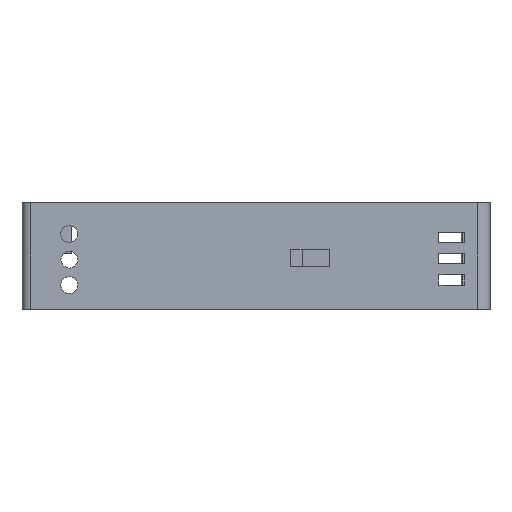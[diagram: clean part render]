
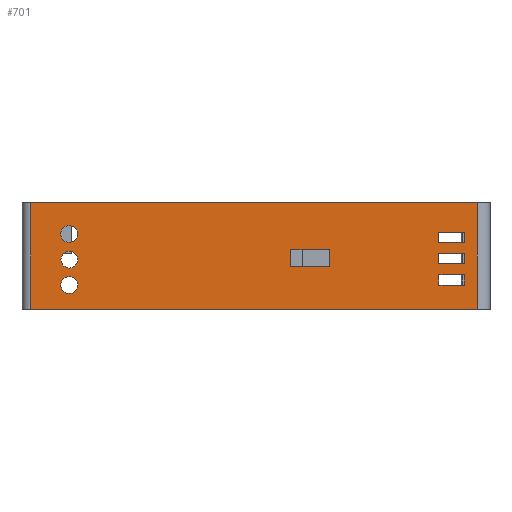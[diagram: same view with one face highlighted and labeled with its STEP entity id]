
A CAD part, left-side view. The second image highlights one B-rep face of the part: STEP entity #701.
In plain terms, the highlighted planar face has unit normal (-1, 0, 0).
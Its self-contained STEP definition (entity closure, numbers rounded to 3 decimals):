
#32 = VERTEX_POINT('',#33);
#33 = CARTESIAN_POINT('',(-27.5,-52.,0.));
#40 = EDGE_CURVE('',#32,#41,#43,.T.);
#41 = VERTEX_POINT('',#42);
#42 = CARTESIAN_POINT('',(-27.5,53.,0.));
#43 = LINE('',#44,#45);
#44 = CARTESIAN_POINT('',(-27.5,-55.,0.));
#45 = VECTOR('',#46,1.);
#46 = DIRECTION('',(0.,1.,0.));
#513 = VERTEX_POINT('',#514);
#514 = CARTESIAN_POINT('',(-27.5,-52.,25.));
#521 = EDGE_CURVE('',#32,#513,#522,.T.);
#522 = LINE('',#523,#524);
#523 = CARTESIAN_POINT('',(-27.5,-52.,0.));
#524 = VECTOR('',#525,1.);
#525 = DIRECTION('',(0.,0.,1.));
#701 = ADVANCED_FACE('',(#702,#720,#754,#788,#822,#856,#867,#878),#889,
  .T.);
#702 = FACE_BOUND('',#703,.T.);
#703 = EDGE_LOOP('',(#704,#705,#706,#714));
#704 = ORIENTED_EDGE('',*,*,#40,.F.);
#705 = ORIENTED_EDGE('',*,*,#521,.T.);
#706 = ORIENTED_EDGE('',*,*,#707,.T.);
#707 = EDGE_CURVE('',#513,#708,#710,.T.);
#708 = VERTEX_POINT('',#709);
#709 = CARTESIAN_POINT('',(-27.5,53.,25.));
#710 = LINE('',#711,#712);
#711 = CARTESIAN_POINT('',(-27.5,-55.,25.));
#712 = VECTOR('',#713,1.);
#713 = DIRECTION('',(0.,1.,0.));
#714 = ORIENTED_EDGE('',*,*,#715,.F.);
#715 = EDGE_CURVE('',#41,#708,#716,.T.);
#716 = LINE('',#717,#718);
#717 = CARTESIAN_POINT('',(-27.5,53.,0.));
#718 = VECTOR('',#719,1.);
#719 = DIRECTION('',(0.,0.,1.));
#720 = FACE_BOUND('',#721,.T.);
#721 = EDGE_LOOP('',(#722,#732,#740,#748));
#722 = ORIENTED_EDGE('',*,*,#723,.T.);
#723 = EDGE_CURVE('',#724,#726,#728,.T.);
#724 = VERTEX_POINT('',#725);
#725 = CARTESIAN_POINT('',(-27.5,-42.972,15.628));
#726 = VERTEX_POINT('',#727);
#727 = CARTESIAN_POINT('',(-27.5,-42.972,18.128));
#728 = LINE('',#729,#730);
#729 = CARTESIAN_POINT('',(-27.5,-42.972,15.628));
#730 = VECTOR('',#731,1.);
#731 = DIRECTION('',(0.,0.,1.));
#732 = ORIENTED_EDGE('',*,*,#733,.T.);
#733 = EDGE_CURVE('',#726,#734,#736,.T.);
#734 = VERTEX_POINT('',#735);
#735 = CARTESIAN_POINT('',(-27.5,-48.972,18.128));
#736 = LINE('',#737,#738);
#737 = CARTESIAN_POINT('',(-27.5,-42.972,18.128));
#738 = VECTOR('',#739,1.);
#739 = DIRECTION('',(0.,-1.,0.));
#740 = ORIENTED_EDGE('',*,*,#741,.T.);
#741 = EDGE_CURVE('',#734,#742,#744,.T.);
#742 = VERTEX_POINT('',#743);
#743 = CARTESIAN_POINT('',(-27.5,-48.972,15.628));
#744 = LINE('',#745,#746);
#745 = CARTESIAN_POINT('',(-27.5,-48.972,18.128));
#746 = VECTOR('',#747,1.);
#747 = DIRECTION('',(0.,0.,-1.));
#748 = ORIENTED_EDGE('',*,*,#749,.T.);
#749 = EDGE_CURVE('',#742,#724,#750,.T.);
#750 = LINE('',#751,#752);
#751 = CARTESIAN_POINT('',(-27.5,-48.972,15.628));
#752 = VECTOR('',#753,1.);
#753 = DIRECTION('',(0.,1.,0.));
#754 = FACE_BOUND('',#755,.T.);
#755 = EDGE_LOOP('',(#756,#766,#774,#782));
#756 = ORIENTED_EDGE('',*,*,#757,.T.);
#757 = EDGE_CURVE('',#758,#760,#762,.T.);
#758 = VERTEX_POINT('',#759);
#759 = CARTESIAN_POINT('',(-27.5,-43.007,10.631));
#760 = VERTEX_POINT('',#761);
#761 = CARTESIAN_POINT('',(-27.5,-43.007,13.131));
#762 = LINE('',#763,#764);
#763 = CARTESIAN_POINT('',(-27.5,-43.007,10.631));
#764 = VECTOR('',#765,1.);
#765 = DIRECTION('',(0.,0.,1.));
#766 = ORIENTED_EDGE('',*,*,#767,.T.);
#767 = EDGE_CURVE('',#760,#768,#770,.T.);
#768 = VERTEX_POINT('',#769);
#769 = CARTESIAN_POINT('',(-27.5,-49.007,13.131));
#770 = LINE('',#771,#772);
#771 = CARTESIAN_POINT('',(-27.5,-43.007,13.131));
#772 = VECTOR('',#773,1.);
#773 = DIRECTION('',(0.,-1.,0.));
#774 = ORIENTED_EDGE('',*,*,#775,.T.);
#775 = EDGE_CURVE('',#768,#776,#778,.T.);
#776 = VERTEX_POINT('',#777);
#777 = CARTESIAN_POINT('',(-27.5,-49.007,10.631));
#778 = LINE('',#779,#780);
#779 = CARTESIAN_POINT('',(-27.5,-49.007,13.131));
#780 = VECTOR('',#781,1.);
#781 = DIRECTION('',(0.,0.,-1.));
#782 = ORIENTED_EDGE('',*,*,#783,.T.);
#783 = EDGE_CURVE('',#776,#758,#784,.T.);
#784 = LINE('',#785,#786);
#785 = CARTESIAN_POINT('',(-27.5,-49.007,10.631));
#786 = VECTOR('',#787,1.);
#787 = DIRECTION('',(0.,1.,0.));
#788 = FACE_BOUND('',#789,.T.);
#789 = EDGE_LOOP('',(#790,#800,#808,#816));
#790 = ORIENTED_EDGE('',*,*,#791,.T.);
#791 = EDGE_CURVE('',#792,#794,#796,.T.);
#792 = VERTEX_POINT('',#793);
#793 = CARTESIAN_POINT('',(-27.5,-8.209,9.915));
#794 = VERTEX_POINT('',#795);
#795 = CARTESIAN_POINT('',(-27.5,-8.209,13.915));
#796 = LINE('',#797,#798);
#797 = CARTESIAN_POINT('',(-27.5,-8.209,9.915));
#798 = VECTOR('',#799,1.);
#799 = DIRECTION('',(0.,0.,1.));
#800 = ORIENTED_EDGE('',*,*,#801,.T.);
#801 = EDGE_CURVE('',#794,#802,#804,.T.);
#802 = VERTEX_POINT('',#803);
#803 = CARTESIAN_POINT('',(-27.5,-17.209,13.915));
#804 = LINE('',#805,#806);
#805 = CARTESIAN_POINT('',(-27.5,-8.209,13.915));
#806 = VECTOR('',#807,1.);
#807 = DIRECTION('',(0.,-1.,0.));
#808 = ORIENTED_EDGE('',*,*,#809,.T.);
#809 = EDGE_CURVE('',#802,#810,#812,.T.);
#810 = VERTEX_POINT('',#811);
#811 = CARTESIAN_POINT('',(-27.5,-17.209,9.915));
#812 = LINE('',#813,#814);
#813 = CARTESIAN_POINT('',(-27.5,-17.209,13.915));
#814 = VECTOR('',#815,1.);
#815 = DIRECTION('',(0.,0.,-1.));
#816 = ORIENTED_EDGE('',*,*,#817,.T.);
#817 = EDGE_CURVE('',#810,#792,#818,.T.);
#818 = LINE('',#819,#820);
#819 = CARTESIAN_POINT('',(-27.5,-17.209,9.915));
#820 = VECTOR('',#821,1.);
#821 = DIRECTION('',(0.,1.,0.));
#822 = FACE_BOUND('',#823,.T.);
#823 = EDGE_LOOP('',(#824,#834,#842,#850));
#824 = ORIENTED_EDGE('',*,*,#825,.T.);
#825 = EDGE_CURVE('',#826,#828,#830,.T.);
#826 = VERTEX_POINT('',#827);
#827 = CARTESIAN_POINT('',(-27.5,-43.002,5.622));
#828 = VERTEX_POINT('',#829);
#829 = CARTESIAN_POINT('',(-27.5,-43.002,8.122));
#830 = LINE('',#831,#832);
#831 = CARTESIAN_POINT('',(-27.5,-43.002,5.622));
#832 = VECTOR('',#833,1.);
#833 = DIRECTION('',(0.,0.,1.));
#834 = ORIENTED_EDGE('',*,*,#835,.T.);
#835 = EDGE_CURVE('',#828,#836,#838,.T.);
#836 = VERTEX_POINT('',#837);
#837 = CARTESIAN_POINT('',(-27.5,-49.002,8.122));
#838 = LINE('',#839,#840);
#839 = CARTESIAN_POINT('',(-27.5,-43.002,8.122));
#840 = VECTOR('',#841,1.);
#841 = DIRECTION('',(0.,-1.,0.));
#842 = ORIENTED_EDGE('',*,*,#843,.T.);
#843 = EDGE_CURVE('',#836,#844,#846,.T.);
#844 = VERTEX_POINT('',#845);
#845 = CARTESIAN_POINT('',(-27.5,-49.002,5.622));
#846 = LINE('',#847,#848);
#847 = CARTESIAN_POINT('',(-27.5,-49.002,8.122));
#848 = VECTOR('',#849,1.);
#849 = DIRECTION('',(0.,0.,-1.));
#850 = ORIENTED_EDGE('',*,*,#851,.T.);
#851 = EDGE_CURVE('',#844,#826,#852,.T.);
#852 = LINE('',#853,#854);
#853 = CARTESIAN_POINT('',(-27.5,-49.002,5.622));
#854 = VECTOR('',#855,1.);
#855 = DIRECTION('',(0.,1.,0.));
#856 = FACE_BOUND('',#857,.T.);
#857 = EDGE_LOOP('',(#858));
#858 = ORIENTED_EDGE('',*,*,#859,.F.);
#859 = EDGE_CURVE('',#860,#860,#862,.T.);
#860 = VERTEX_POINT('',#861);
#861 = CARTESIAN_POINT('',(-27.5,41.892,5.672));
#862 = CIRCLE('',#863,2.);
#863 = AXIS2_PLACEMENT_3D('',#864,#865,#866);
#864 = CARTESIAN_POINT('',(-27.5,43.892,5.672));
#865 = DIRECTION('',(-1.,0.,0.));
#866 = DIRECTION('',(0.,-1.,0.));
#867 = FACE_BOUND('',#868,.T.);
#868 = EDGE_LOOP('',(#869));
#869 = ORIENTED_EDGE('',*,*,#870,.F.);
#870 = EDGE_CURVE('',#871,#871,#873,.T.);
#871 = VERTEX_POINT('',#872);
#872 = CARTESIAN_POINT('',(-27.5,41.853,11.672));
#873 = CIRCLE('',#874,2.);
#874 = AXIS2_PLACEMENT_3D('',#875,#876,#877);
#875 = CARTESIAN_POINT('',(-27.5,43.853,11.672));
#876 = DIRECTION('',(-1.,0.,0.));
#877 = DIRECTION('',(0.,-1.,0.));
#878 = FACE_BOUND('',#879,.T.);
#879 = EDGE_LOOP('',(#880));
#880 = ORIENTED_EDGE('',*,*,#881,.F.);
#881 = EDGE_CURVE('',#882,#882,#884,.T.);
#882 = VERTEX_POINT('',#883);
#883 = CARTESIAN_POINT('',(-27.5,41.921,17.672));
#884 = CIRCLE('',#885,2.);
#885 = AXIS2_PLACEMENT_3D('',#886,#887,#888);
#886 = CARTESIAN_POINT('',(-27.5,43.921,17.672));
#887 = DIRECTION('',(-1.,0.,0.));
#888 = DIRECTION('',(0.,-1.,0.));
#889 = PLANE('',#890);
#890 = AXIS2_PLACEMENT_3D('',#891,#892,#893);
#891 = CARTESIAN_POINT('',(-27.5,-55.,0.));
#892 = DIRECTION('',(-1.,0.,0.));
#893 = DIRECTION('',(0.,1.,0.));
